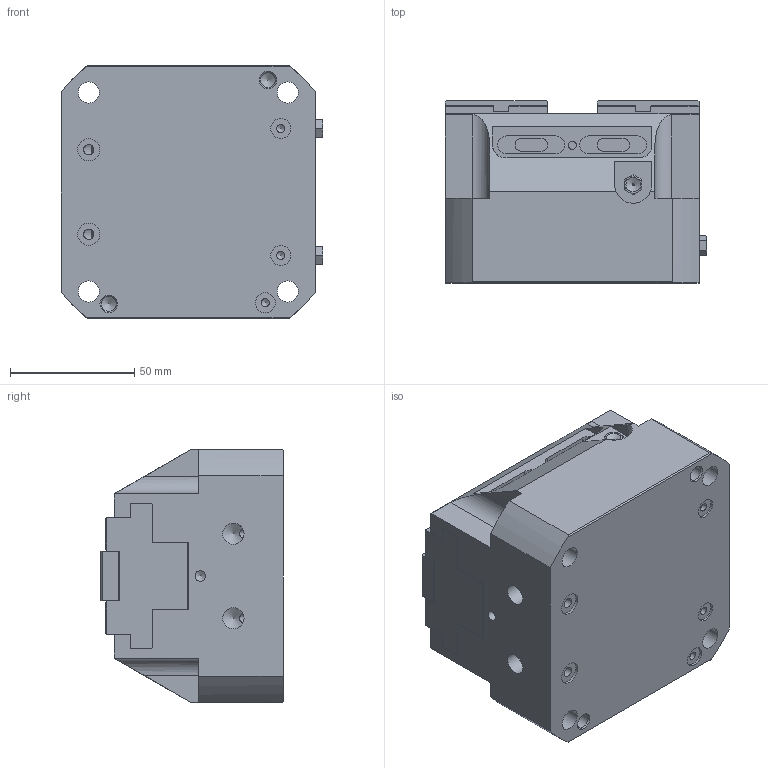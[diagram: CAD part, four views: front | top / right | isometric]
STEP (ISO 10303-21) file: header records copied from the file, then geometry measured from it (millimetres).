
FILE_DESCRIPTION(/* description */ (''),/* implementation_level */ '2;1');
FILE_NAME(/* name */ 'CFB OJ 100 C1 ID BC.stp',/* time_stamp */ '2020-07-27T11:41:10+02:00',/* author */ ('e.orio2'),/* organization */ (''),/* preprocessor_version */ 'ST-DEVELOPER v17',/* originating_system */ 'Autodesk Inventor 2019',/* authorisation */ '');
FILE_SCHEMA (('AUTOMOTIVE_DESIGN { 1 0 10303 214 3 1 1 }','AP242_MANAGED_MODEL_BASED_3D_ENGINEERING_MIM_LF { 1 0 10303 442 1 1 4 }'));
Length unit declared in the file: millimetre
Products named in the file (3): CFB OJ 100 C1 ID BC; Corpo; Griffa C1
Assembly tree (3 placements, depth 2):
  CFB OJ 100 C1 ID BC
    Corpo
    Griffa C1  x2
Bounding box: 105 x 73.3 x 102 mm (x, y, z)
Volume: 603963.5 mm3; surface area: 83760.7 mm2
Topology: 3 solids, 5 shells, 411 faces, 1150 edges, 763 vertices
Faces by surface type: plane 248, cylinder 97, cone 62, sphere 4
Full cylindrical faces by diameter (mm): 2.459 x2, 3.242 x4, 4 x2, 4.134 x2, 4.2 x5, 4.917 x20, 6 x2, 8 x3, 8.5 x4, 8.566 x2, 9 x2, 12 x1, 15 x1
Entity records: 9985 total; most frequent: CARTESIAN_POINT 1898, DIRECTION 1665, ORIENTED_EDGE 1652, EDGE_CURVE 826, AXIS2_PLACEMENT_3D 582, VERTEX_POINT 567, LINE 501, VECTOR 501
